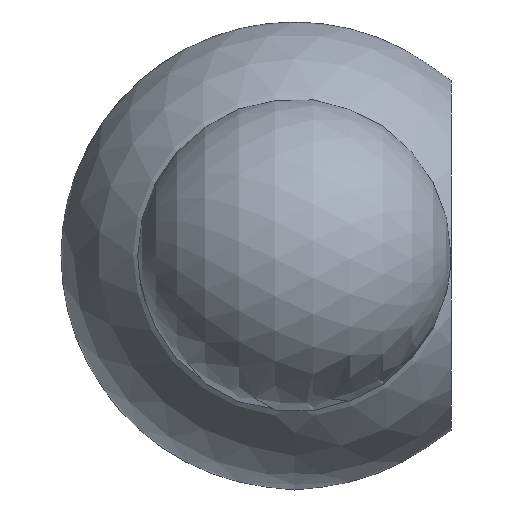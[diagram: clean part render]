
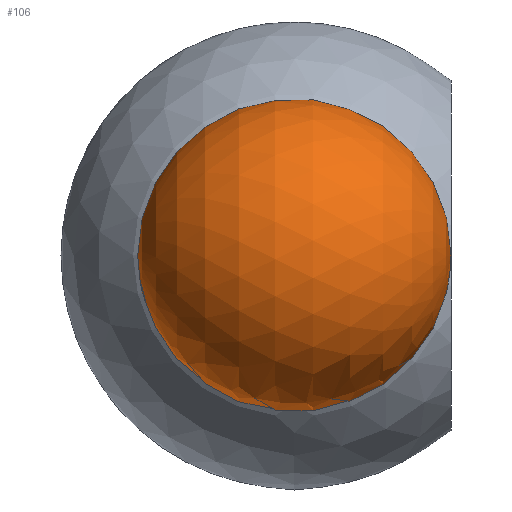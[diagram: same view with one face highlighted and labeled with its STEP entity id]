
A CAD part, left-side view. The second image highlights one B-rep face of the part: STEP entity #106.
In plain terms, the highlighted spherical face has radius 8 mm.
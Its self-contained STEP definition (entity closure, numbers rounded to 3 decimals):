
#102=SPHERICAL_SURFACE('',#184,8.);
#106=ADVANCED_FACE('',(#124),#102,.T.);
#124=FACE_OUTER_BOUND('',#131,.T.);
#131=EDGE_LOOP('',(#145));
#145=ORIENTED_EDGE('',*,*,#167,.F.);
#159=VERTEX_POINT('',#234);
#167=EDGE_CURVE('',#159,#159,#174,.T.);
#174=CIRCLE('',#183,5.);
#183=AXIS2_PLACEMENT_3D('',#233,#203,#204);
#184=AXIS2_PLACEMENT_3D('',#235,#205,#206);
#203=DIRECTION('',(1.,0.,0.));
#204=DIRECTION('',(0.,0.,1.));
#205=DIRECTION('',(0.,-1.,0.));
#206=DIRECTION('',(-1.,0.,0.));
#233=CARTESIAN_POINT('',(153.432,135.062,0.));
#234=CARTESIAN_POINT('',(153.432,135.062,5.));
#235=CARTESIAN_POINT('',(147.187,135.062,0.));
